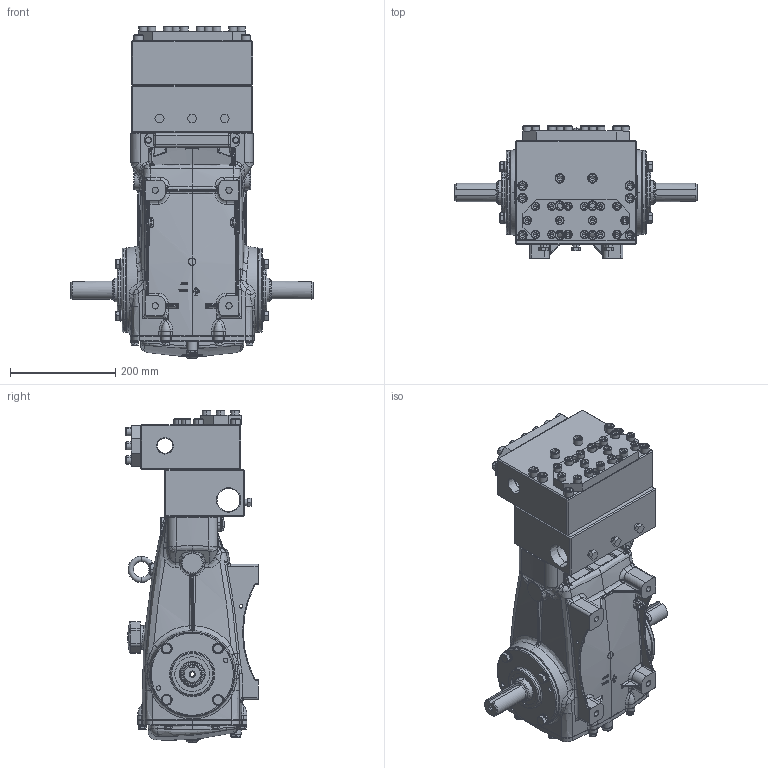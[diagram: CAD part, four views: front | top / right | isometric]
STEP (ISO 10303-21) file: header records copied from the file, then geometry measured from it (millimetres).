
FILE_DESCRIPTION (( 'STEP AP203' ), '1' );
FILE_NAME ('3821HS.STEP', '2020-10-30T17:34:53', ( '' ), ( '' ), 'SwSTEP 2.0', 'SolidWorks 2020', '' );
FILE_SCHEMA (( 'CONFIG_CONTROL_DESIGN' ));
Length unit declared in the file: inch
Products named in the file (1): 3821HS
Bounding box: 460 x 251 x 631 mm (x, y, z)
Surface area: 972688.3 mm2 (no closed solid volume)
Topology: 0 solids, 112 shells, 2359 faces, 8253 edges, 5640 vertices
Faces by surface type: plane 954, cylinder 473, bspline 465, cone 324, torus 107, sphere 36
Entity records: 117624 total; most frequent: CARTESIAN_POINT 52179, DIRECTION 12910, ORIENTED_EDGE 12779, EDGE_CURVE 8132, VERTEX_POINT 5640, AXIS2_PLACEMENT_3D 4971, CIRCLE 3076, LINE 2968
